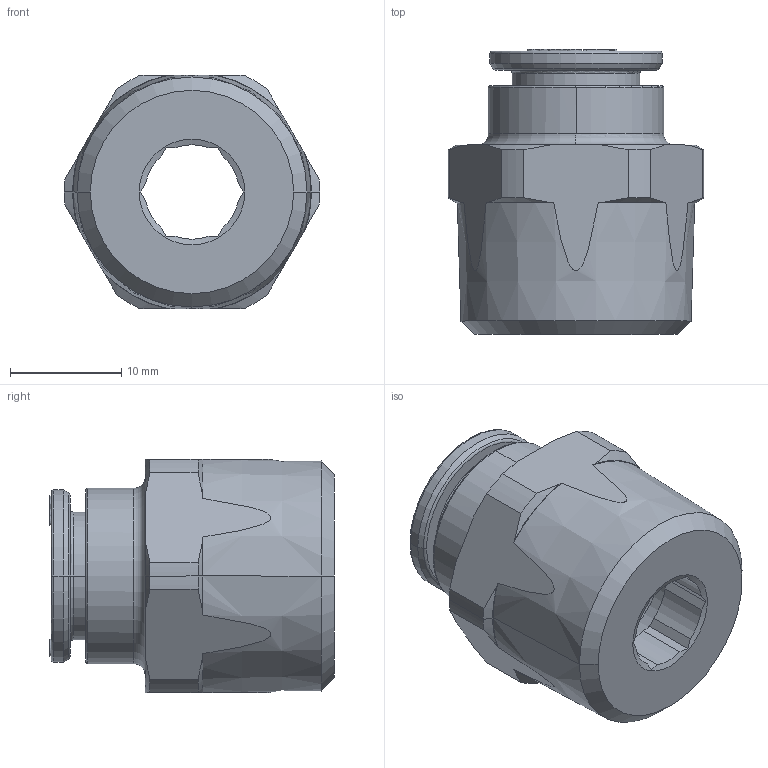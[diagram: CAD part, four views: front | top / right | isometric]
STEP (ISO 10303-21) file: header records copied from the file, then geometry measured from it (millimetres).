
FILE_DESCRIPTION(('STEP AP214'),'1');
FILE_NAME('6805_10_21.stp','2016-07-07T14:41:20',('TraceParts'),('TraceParts S.A.'),'Spatial InterOp 3D',' ',' ');
FILE_SCHEMA(('automotive_design'));
Length unit declared in the file: millimetre
Products named in the file (6): 6805 10 21|44110-18_ASM_954#44110-18_ASM|44110-31_950#44110-31;Solide1; 6805 10 21|44110-18_ASM_954#44110-18_ASM|44110_951#44110;Solide1; 6805 10 21|44110-18_ASM_954#44110-18_ASM|44110-30_952#44110-30;Solide1; 6805 10 21|44110-18_ASM_954#44110-18_ASM|44110-40_953#44110-40;Solide1; 6805 10 21|44710-12_949#44710-12;Solide1; 6805 10 21|44110-11-10-ASM_955#44110-11-10-ASM;Solide1
Bounding box: 23 x 25.65 x 21 mm (x, y, z)
Volume: 5426.8 mm3; surface area: 5136.3 mm2
Topology: 6 solids, 6 shells, 724 faces, 1866 edges, 1176 vertices
Faces by surface type: plane 320, cylinder 115, cone 108, bspline 92, torus 89
Entity records: 31475 total; most frequent: CARTESIAN_POINT 8251, ORIENTED_EDGE 3732, DIRECTION 3449, EDGE_CURVE 1866, AXIS2_PLACEMENT_3D 1185, VERTEX_POINT 1176, LINE 1079, VECTOR 1079
